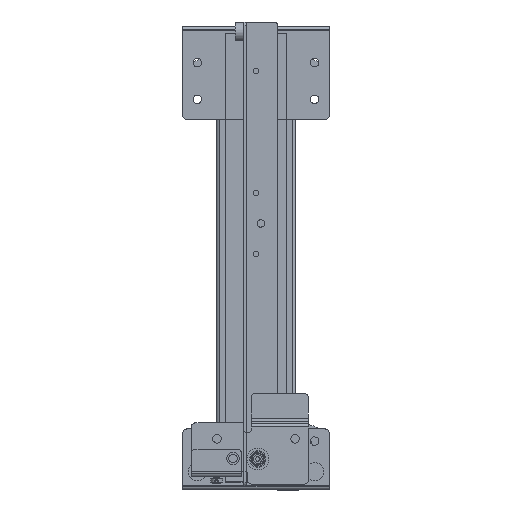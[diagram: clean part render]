
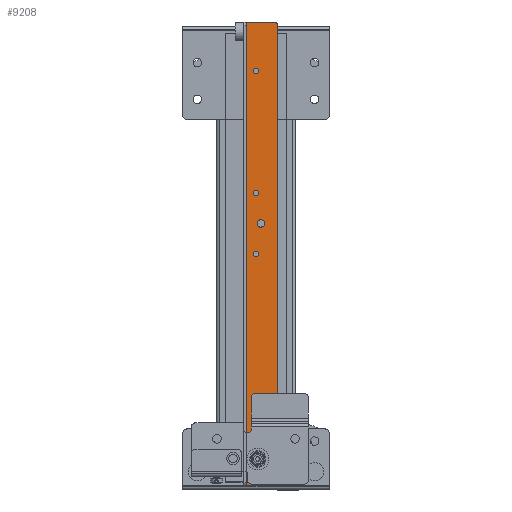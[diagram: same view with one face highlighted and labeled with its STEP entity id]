
A CAD part, top view. The second image highlights one B-rep face of the part: STEP entity #9208.
In plain terms, the highlighted planar face has unit normal (0, 0, 1).
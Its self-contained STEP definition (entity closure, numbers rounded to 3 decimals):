
#84=FACE_BOUND('',#3047,.T.);
#85=FACE_BOUND('',#3048,.T.);
#86=FACE_BOUND('',#3049,.T.);
#87=FACE_BOUND('',#3050,.T.);
#88=FACE_BOUND('',#3051,.T.);
#307=PLANE('',#10198);
#1039=LINE('',#15861,#1791);
#1049=LINE('',#15896,#1801);
#1060=LINE('',#15933,#1812);
#1061=LINE('',#15934,#1813);
#1791=VECTOR('',#12784,10.);
#1801=VECTOR('',#12816,10.);
#1812=VECTOR('',#12863,10.);
#1813=VECTOR('',#12864,10.);
#2507=FACE_OUTER_BOUND('',#3046,.T.);
#3046=EDGE_LOOP('',(#8194,#8195,#8196,#8197,#8198,#8199));
#3047=EDGE_LOOP('',(#8200));
#3048=EDGE_LOOP('',(#8201));
#3049=EDGE_LOOP('',(#8202));
#3050=EDGE_LOOP('',(#8203));
#3051=EDGE_LOOP('',(#8204));
#3561=CIRCLE('',#10173,3.);
#3567=CIRCLE('',#10182,3.);
#3570=CIRCLE('',#10187,3.);
#3571=CIRCLE('',#10190,2.3);
#3572=CIRCLE('',#10192,2.3);
#3573=CIRCLE('',#10194,2.3);
#3574=CIRCLE('',#10196,2.3);
#4374=VERTEX_POINT('',#15858);
#4375=VERTEX_POINT('',#15860);
#4379=VERTEX_POINT('',#15871);
#4380=VERTEX_POINT('',#15873);
#4389=VERTEX_POINT('',#15895);
#4390=VERTEX_POINT('',#15899);
#4393=VERTEX_POINT('',#15909);
#4394=VERTEX_POINT('',#15914);
#4395=VERTEX_POINT('',#15918);
#4396=VERTEX_POINT('',#15922);
#4397=VERTEX_POINT('',#15926);
#5633=EDGE_CURVE('',#4374,#4375,#1039,.T.);
#5639=EDGE_CURVE('',#4379,#4380,#3561,.T.);
#5650=EDGE_CURVE('',#4389,#4380,#1049,.T.);
#5652=EDGE_CURVE('',#4389,#4390,#3567,.T.);
#5658=EDGE_CURVE('',#4393,#4393,#3570,.T.);
#5659=EDGE_CURVE('',#4394,#4394,#3571,.T.);
#5661=EDGE_CURVE('',#4395,#4395,#3572,.T.);
#5663=EDGE_CURVE('',#4396,#4396,#3573,.T.);
#5665=EDGE_CURVE('',#4397,#4397,#3574,.T.);
#5669=EDGE_CURVE('',#4375,#4379,#1060,.T.);
#5670=EDGE_CURVE('',#4374,#4390,#1061,.T.);
#8194=ORIENTED_EDGE('',*,*,#5639,.F.);
#8195=ORIENTED_EDGE('',*,*,#5669,.F.);
#8196=ORIENTED_EDGE('',*,*,#5633,.F.);
#8197=ORIENTED_EDGE('',*,*,#5670,.T.);
#8198=ORIENTED_EDGE('',*,*,#5652,.F.);
#8199=ORIENTED_EDGE('',*,*,#5650,.T.);
#8200=ORIENTED_EDGE('',*,*,#5658,.T.);
#8201=ORIENTED_EDGE('',*,*,#5659,.T.);
#8202=ORIENTED_EDGE('',*,*,#5661,.T.);
#8203=ORIENTED_EDGE('',*,*,#5663,.T.);
#8204=ORIENTED_EDGE('',*,*,#5665,.T.);
#9208=ADVANCED_FACE('',(#2507,#84,#85,#86,#87,#88),#307,.T.);
#10173=AXIS2_PLACEMENT_3D('',#15874,#12795,#12796);
#10182=AXIS2_PLACEMENT_3D('',#15900,#12820,#12821);
#10187=AXIS2_PLACEMENT_3D('',#15911,#12833,#12834);
#10190=AXIS2_PLACEMENT_3D('',#15915,#12839,#12840);
#10192=AXIS2_PLACEMENT_3D('',#15919,#12844,#12845);
#10194=AXIS2_PLACEMENT_3D('',#15923,#12849,#12850);
#10196=AXIS2_PLACEMENT_3D('',#15927,#12854,#12855);
#10198=AXIS2_PLACEMENT_3D('',#15932,#12861,#12862);
#12784=DIRECTION('',(0.,1.,0.));
#12795=DIRECTION('center_axis',(0.,0.,-1.));
#12796=DIRECTION('ref_axis',(0.707,0.707,0.));
#12816=DIRECTION('',(0.,1.,0.));
#12820=DIRECTION('center_axis',(0.,0.,-1.));
#12821=DIRECTION('ref_axis',(0.707,-0.707,0.));
#12833=DIRECTION('center_axis',(0.,0.,-1.));
#12834=DIRECTION('ref_axis',(1.,0.,0.));
#12839=DIRECTION('center_axis',(0.,0.,-1.));
#12840=DIRECTION('ref_axis',(1.,0.,0.));
#12844=DIRECTION('center_axis',(0.,0.,-1.));
#12845=DIRECTION('ref_axis',(1.,0.,0.));
#12849=DIRECTION('center_axis',(0.,0.,-1.));
#12850=DIRECTION('ref_axis',(1.,0.,0.));
#12854=DIRECTION('center_axis',(0.,0.,-1.));
#12855=DIRECTION('ref_axis',(1.,0.,0.));
#12861=DIRECTION('center_axis',(0.,0.,1.));
#12862=DIRECTION('ref_axis',(1.,0.,0.));
#12863=DIRECTION('',(1.,0.,0.));
#12864=DIRECTION('',(1.,0.,0.));
#15858=CARTESIAN_POINT('',(-8.,-1.5,1962.));
#15860=CARTESIAN_POINT('',(-8.,378.5,1962.));
#15861=CARTESIAN_POINT('',(-8.,-1.5,1962.));
#15871=CARTESIAN_POINT('',(15.,378.5,1962.));
#15873=CARTESIAN_POINT('',(18.,375.5,1962.));
#15874=CARTESIAN_POINT('Origin',(15.,375.5,1962.));
#15895=CARTESIAN_POINT('',(18.,1.5,1962.));
#15896=CARTESIAN_POINT('',(18.,-1.5,1962.));
#15899=CARTESIAN_POINT('',(15.,-1.5,1962.));
#15900=CARTESIAN_POINT('Origin',(15.,1.5,1962.));
#15909=CARTESIAN_POINT('',(1.,213.5,1962.));
#15911=CARTESIAN_POINT('Origin',(4.,213.5,1962.));
#15914=CARTESIAN_POINT('',(-2.3,238.5,1962.));
#15915=CARTESIAN_POINT('Origin',(0.,238.5,1962.));
#15918=CARTESIAN_POINT('',(-2.3,188.5,1962.));
#15919=CARTESIAN_POINT('Origin',(0.,188.5,1962.));
#15922=CARTESIAN_POINT('',(-2.3,338.5,1962.));
#15923=CARTESIAN_POINT('Origin',(0.,338.5,1962.));
#15926=CARTESIAN_POINT('',(-2.3,38.5,1962.));
#15927=CARTESIAN_POINT('Origin',(0.,38.5,1962.));
#15932=CARTESIAN_POINT('Origin',(-8.,-1.5,1962.));
#15933=CARTESIAN_POINT('',(-8.,378.5,1962.));
#15934=CARTESIAN_POINT('',(-8.,-1.5,1962.));
